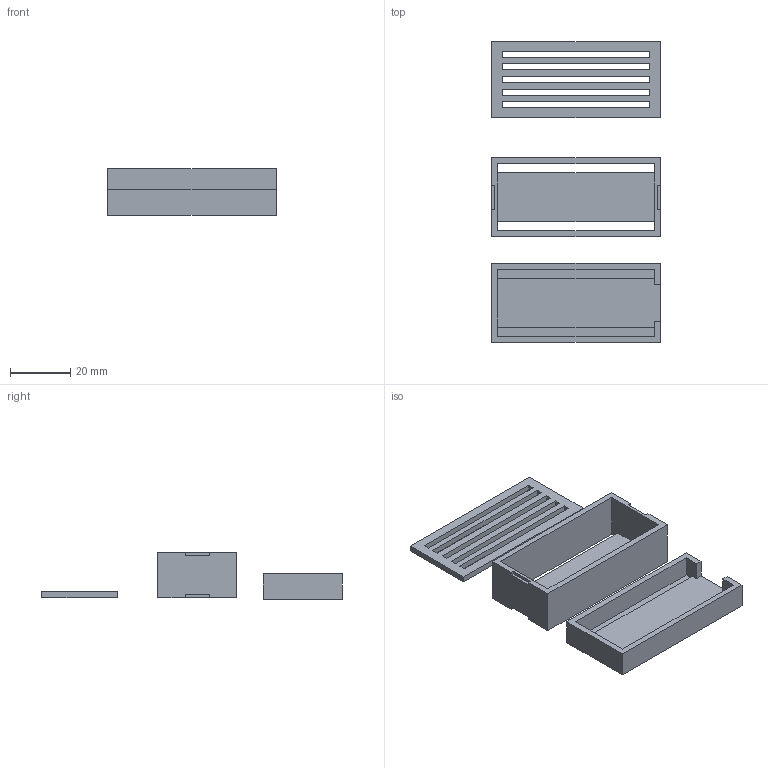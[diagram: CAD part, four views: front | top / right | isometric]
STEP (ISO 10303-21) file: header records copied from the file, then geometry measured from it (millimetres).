
FILE_DESCRIPTION(('HOOPS Exchange Step'),'2;1');
FILE_NAME('temp_export','2022-06-05T10:12:04+08:00',('mobile'),('Shapr3D Limited'),'HOOPS Exchange 2022.0','Shapr3D','Authorized');
FILE_SCHEMA( ('AP203_CONFIGURATION_CONTROLLED_3D_DESIGN_OF_MECHANICAL_PARTS_AND_ASSEMBLIES_MIM_LF') );
Length unit declared in the file: millimetre
Products named in the file (1): root
Bounding box: 56 x 99.7 x 15.5 mm (x, y, z)
Volume: 13273.6 mm3; surface area: 15660.6 mm2
Topology: 3 solids, 3 shells, 73 faces, 204 edges, 136 vertices
Faces by surface type: plane 73
Entity records: 2348 total; most frequent: CARTESIAN_POINT 414, ORIENTED_EDGE 408, DIRECTION 352, VECTOR 204, LINE 204, EDGE_CURVE 204, VERTEX_POINT 136, EDGE_LOOP 86
